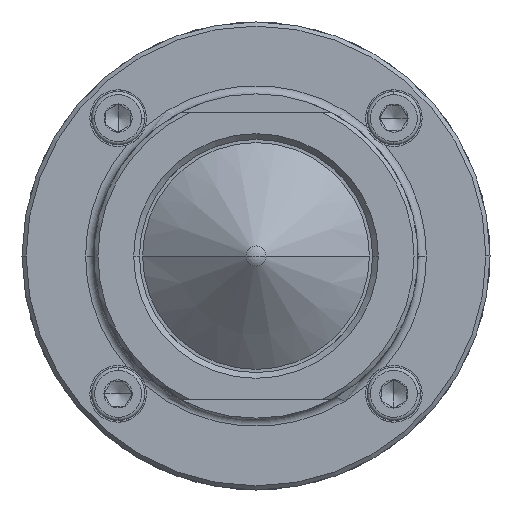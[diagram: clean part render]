
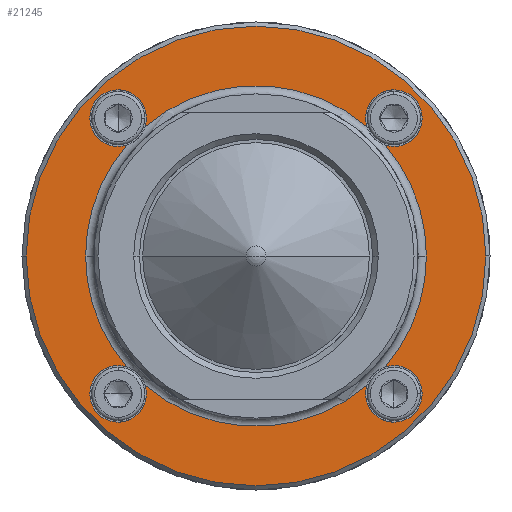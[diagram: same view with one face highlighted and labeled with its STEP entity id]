
A CAD part, left-side view. The second image highlights one B-rep face of the part: STEP entity #21245.
In plain terms, the highlighted face is planar.
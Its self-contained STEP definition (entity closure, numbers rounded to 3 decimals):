
#20307=CARTESIAN_POINT('',(9.5,0.,0.));
#20308=DIRECTION('',(-1.,0.,0.));
#20309=DIRECTION('',(0.,1.,0.));
#20310=AXIS2_PLACEMENT_3D('',#20307,#20308,#20309);
#20312=CARTESIAN_POINT('',(9.5,0.,0.));
#20313=DIRECTION('',(-1.,0.,0.));
#20314=DIRECTION('',(0.,-1.,0.));
#20315=AXIS2_PLACEMENT_3D('',#20312,#20313,#20314);
#20317=CARTESIAN_POINT('',(9.5,33.588,-33.588));
#20318=DIRECTION('',(-1.,0.,0.));
#20319=DIRECTION('',(0.,0.,1.));
#20320=AXIS2_PLACEMENT_3D('',#20317,#20318,#20319);
#20322=CARTESIAN_POINT('',(9.5,33.588,-33.588));
#20323=DIRECTION('',(-1.,0.,0.));
#20324=DIRECTION('',(0.,-0.301,0.954));
#20325=AXIS2_PLACEMENT_3D('',#20322,#20323,#20324);
#20327=CARTESIAN_POINT('',(9.5,0.,0.));
#20328=DIRECTION('',(1.,0.,0.));
#20329=DIRECTION('',(0.,0.759,-0.651));
#20330=AXIS2_PLACEMENT_3D('',#20327,#20328,#20329);
#20332=CARTESIAN_POINT('',(9.5,0.,0.));
#20333=DIRECTION('',(1.,0.,0.));
#20334=DIRECTION('',(0.,1.,0.));
#20335=AXIS2_PLACEMENT_3D('',#20332,#20333,#20334);
#20337=CARTESIAN_POINT('',(9.5,33.588,33.588));
#20338=DIRECTION('',(-1.,0.,0.));
#20339=DIRECTION('',(0.,0.,-1.));
#20340=AXIS2_PLACEMENT_3D('',#20337,#20338,#20339);
#20342=CARTESIAN_POINT('',(9.5,33.588,33.588));
#20343=DIRECTION('',(-1.,0.,0.));
#20344=DIRECTION('',(0.,0.,1.));
#20345=AXIS2_PLACEMENT_3D('',#20342,#20343,#20344);
#20347=CARTESIAN_POINT('',(9.5,33.588,33.588));
#20348=DIRECTION('',(-1.,0.,0.));
#20349=DIRECTION('',(0.,-0.954,-0.301));
#20350=AXIS2_PLACEMENT_3D('',#20347,#20348,#20349);
#20352=CARTESIAN_POINT('',(9.5,0.,0.));
#20353=DIRECTION('',(1.,0.,0.));
#20354=DIRECTION('',(0.,0.651,0.759));
#20355=AXIS2_PLACEMENT_3D('',#20352,#20353,#20354);
#20357=CARTESIAN_POINT('',(9.5,-33.588,33.588));
#20358=DIRECTION('',(-1.,0.,0.));
#20359=DIRECTION('',(0.,0.,1.));
#20360=AXIS2_PLACEMENT_3D('',#20357,#20358,#20359);
#20362=CARTESIAN_POINT('',(9.5,-33.588,33.588));
#20363=DIRECTION('',(-1.,0.,0.));
#20364=DIRECTION('',(0.,0.,-1.));
#20365=AXIS2_PLACEMENT_3D('',#20362,#20363,#20364);
#20367=CARTESIAN_POINT('',(9.5,-33.588,33.588));
#20368=DIRECTION('',(-1.,0.,0.));
#20369=DIRECTION('',(0.,0.301,-0.954));
#20370=AXIS2_PLACEMENT_3D('',#20367,#20368,#20369);
#20372=CARTESIAN_POINT('',(9.5,0.,0.));
#20373=DIRECTION('',(1.,0.,0.));
#20374=DIRECTION('',(0.,-0.759,0.651));
#20375=AXIS2_PLACEMENT_3D('',#20372,#20373,#20374);
#20377=CARTESIAN_POINT('',(9.5,0.,0.));
#20378=DIRECTION('',(1.,0.,0.));
#20379=DIRECTION('',(0.,-1.,0.));
#20380=AXIS2_PLACEMENT_3D('',#20377,#20378,#20379);
#20382=CARTESIAN_POINT('',(9.5,-33.588,-33.588));
#20383=DIRECTION('',(-1.,0.,0.));
#20384=DIRECTION('',(0.,0.,1.));
#20385=AXIS2_PLACEMENT_3D('',#20382,#20383,#20384);
#20387=CARTESIAN_POINT('',(9.5,-33.588,-33.588));
#20388=DIRECTION('',(-1.,0.,0.));
#20389=DIRECTION('',(0.,0.,-1.));
#20390=AXIS2_PLACEMENT_3D('',#20387,#20388,#20389);
#20392=CARTESIAN_POINT('',(9.5,-33.588,-33.588));
#20393=DIRECTION('',(-1.,0.,0.));
#20394=DIRECTION('',(0.,0.954,0.301));
#20395=AXIS2_PLACEMENT_3D('',#20392,#20393,#20394);
#20397=CARTESIAN_POINT('',(9.5,0.,0.));
#20398=DIRECTION('',(1.,0.,0.));
#20399=DIRECTION('',(0.,-0.651,-0.759));
#20400=AXIS2_PLACEMENT_3D('',#20397,#20398,#20399);
#20402=CARTESIAN_POINT('',(9.5,33.588,-33.588));
#20403=DIRECTION('',(-1.,0.,0.));
#20404=DIRECTION('',(0.,0.,-1.));
#20405=AXIS2_PLACEMENT_3D('',#20402,#20403,#20404);
#20794=CARTESIAN_POINT('',(9.5,33.588,40.488));
#20795=VERTEX_POINT('',#20794);
#20796=CARTESIAN_POINT('',(9.5,33.588,26.688));
#20797=VERTEX_POINT('',#20796);
#20798=CARTESIAN_POINT('',(9.5,-33.588,40.488));
#20799=VERTEX_POINT('',#20798);
#20800=CARTESIAN_POINT('',(9.5,-33.588,26.688));
#20801=VERTEX_POINT('',#20800);
#20802=CARTESIAN_POINT('',(9.5,-33.588,-26.688));
#20803=VERTEX_POINT('',#20802);
#20804=CARTESIAN_POINT('',(9.5,-33.588,-40.488));
#20805=VERTEX_POINT('',#20804);
#20806=CARTESIAN_POINT('',(9.5,33.588,-26.688));
#20807=VERTEX_POINT('',#20806);
#20808=CARTESIAN_POINT('',(9.5,33.588,-40.488));
#20809=VERTEX_POINT('',#20808);
#20814=CARTESIAN_POINT('',(9.5,56.,0.));
#20815=CARTESIAN_POINT('',(9.5,-56.,0.));
#20816=VERTEX_POINT('',#20814);
#20817=VERTEX_POINT('',#20815);
#20822=CARTESIAN_POINT('',(9.5,41.5,0.));
#20823=VERTEX_POINT('',#20822);
#20824=CARTESIAN_POINT('',(9.5,-41.5,0.));
#20825=VERTEX_POINT('',#20824);
#20830=CARTESIAN_POINT('',(9.5,31.509,27.008));
#20831=VERTEX_POINT('',#20830);
#20832=CARTESIAN_POINT('',(9.5,27.008,31.509));
#20833=VERTEX_POINT('',#20832);
#20834=CARTESIAN_POINT('',(9.5,-27.008,31.509));
#20835=VERTEX_POINT('',#20834);
#20836=CARTESIAN_POINT('',(9.5,-31.509,27.008));
#20837=VERTEX_POINT('',#20836);
#20838=CARTESIAN_POINT('',(9.5,-31.509,-27.008));
#20839=VERTEX_POINT('',#20838);
#20840=CARTESIAN_POINT('',(9.5,-27.008,-31.509));
#20841=VERTEX_POINT('',#20840);
#20842=CARTESIAN_POINT('',(9.5,27.008,-31.509));
#20843=VERTEX_POINT('',#20842);
#20844=CARTESIAN_POINT('',(9.5,31.509,-27.008));
#20845=VERTEX_POINT('',#20844);
#21202=CARTESIAN_POINT('',(9.5,0.,0.));
#21203=DIRECTION('',(1.,0.,0.));
#21204=DIRECTION('',(0.,-1.,0.));
#21205=AXIS2_PLACEMENT_3D('',#21202,#21203,#21204);
#21206=PLANE('',#21205);
#21208=ORIENTED_EDGE('',*,*,#21207,.T.);
#21210=ORIENTED_EDGE('',*,*,#21209,.T.);
#21211=EDGE_LOOP('',(#21208,#21210));
#21212=FACE_OUTER_BOUND('',#21211,.F.);
#21213=ORIENTED_EDGE('',*,*,#21194,.F.);
#21214=ORIENTED_EDGE('',*,*,#21183,.F.);
#21215=ORIENTED_EDGE('',*,*,#21164,.T.);
#21217=ORIENTED_EDGE('',*,*,#21216,.T.);
#21219=ORIENTED_EDGE('',*,*,#21218,.F.);
#21221=ORIENTED_EDGE('',*,*,#21220,.F.);
#21223=ORIENTED_EDGE('',*,*,#21222,.F.);
#21225=ORIENTED_EDGE('',*,*,#21224,.T.);
#21227=ORIENTED_EDGE('',*,*,#21226,.F.);
#21229=ORIENTED_EDGE('',*,*,#21228,.F.);
#21231=ORIENTED_EDGE('',*,*,#21230,.F.);
#21233=ORIENTED_EDGE('',*,*,#21232,.T.);
#21234=ORIENTED_EDGE('',*,*,#21157,.T.);
#21236=ORIENTED_EDGE('',*,*,#21235,.F.);
#21238=ORIENTED_EDGE('',*,*,#21237,.F.);
#21240=ORIENTED_EDGE('',*,*,#21239,.F.);
#21241=ORIENTED_EDGE('',*,*,#21153,.T.);
#21242=ORIENTED_EDGE('',*,*,#21180,.F.);
#21243=EDGE_LOOP('',(#21213,#21214,#21215,#21217,#21219,#21221,#21223,#21225,
#21227,#21229,#21231,#21233,#21234,#21236,#21238,#21240,#21241,#21242));
#21244=FACE_BOUND('',#21243,.F.);
#21245=ADVANCED_FACE('',(#21212,#21244),#21206,.T.);
#20311=CIRCLE('',#20310,56.);
#20316=CIRCLE('',#20315,56.);
#20321=CIRCLE('',#20320,6.9);
#20326=CIRCLE('',#20325,6.9);
#20331=CIRCLE('',#20330,41.5);
#20336=CIRCLE('',#20335,41.5);
#20341=CIRCLE('',#20340,6.9);
#20346=CIRCLE('',#20345,6.9);
#20351=CIRCLE('',#20350,6.9);
#20356=CIRCLE('',#20355,41.5);
#20361=CIRCLE('',#20360,6.9);
#20366=CIRCLE('',#20365,6.9);
#20371=CIRCLE('',#20370,6.9);
#20376=CIRCLE('',#20375,41.5);
#20381=CIRCLE('',#20380,41.5);
#20386=CIRCLE('',#20385,6.9);
#20391=CIRCLE('',#20390,6.9);
#20396=CIRCLE('',#20395,6.9);
#20401=CIRCLE('',#20400,41.5);
#20406=CIRCLE('',#20405,6.9);
#21153=EDGE_CURVE('',#20841,#20843,#20401,.T.);
#21157=EDGE_CURVE('',#20825,#20839,#20381,.T.);
#21164=EDGE_CURVE('',#20845,#20823,#20331,.T.);
#21180=EDGE_CURVE('',#20809,#20843,#20406,.T.);
#21183=EDGE_CURVE('',#20845,#20807,#20326,.T.);
#21194=EDGE_CURVE('',#20807,#20809,#20321,.T.);
#21207=EDGE_CURVE('',#20816,#20817,#20311,.T.);
#21209=EDGE_CURVE('',#20817,#20816,#20316,.T.);
#21216=EDGE_CURVE('',#20823,#20831,#20336,.T.);
#21218=EDGE_CURVE('',#20797,#20831,#20341,.T.);
#21220=EDGE_CURVE('',#20795,#20797,#20346,.T.);
#21222=EDGE_CURVE('',#20833,#20795,#20351,.T.);
#21224=EDGE_CURVE('',#20833,#20835,#20356,.T.);
#21226=EDGE_CURVE('',#20799,#20835,#20361,.T.);
#21228=EDGE_CURVE('',#20801,#20799,#20366,.T.);
#21230=EDGE_CURVE('',#20837,#20801,#20371,.T.);
#21232=EDGE_CURVE('',#20837,#20825,#20376,.T.);
#21235=EDGE_CURVE('',#20803,#20839,#20386,.T.);
#21237=EDGE_CURVE('',#20805,#20803,#20391,.T.);
#21239=EDGE_CURVE('',#20841,#20805,#20396,.T.);
